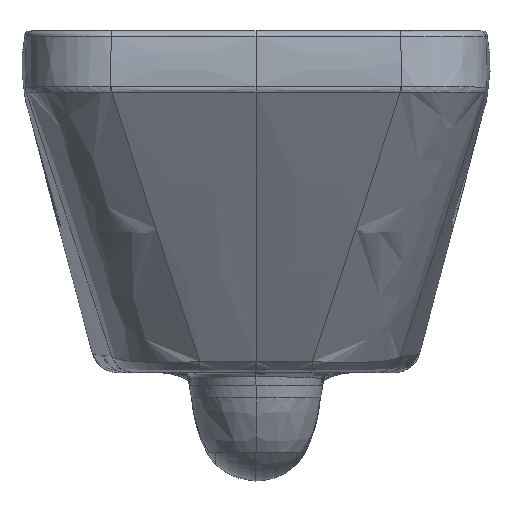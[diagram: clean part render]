
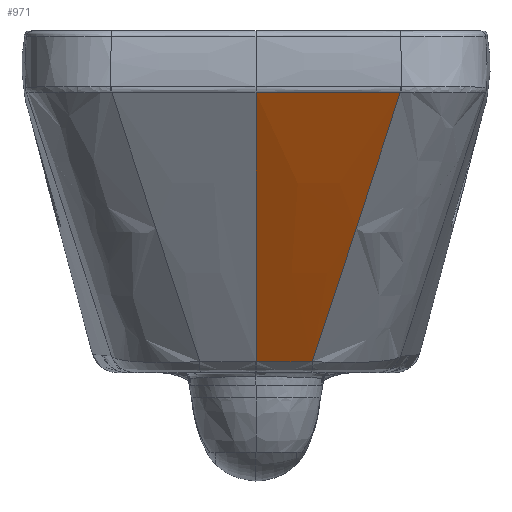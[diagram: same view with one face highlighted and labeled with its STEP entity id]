
A CAD part, front view. The second image highlights one B-rep face of the part: STEP entity #971.
In plain terms, the highlighted free-form (B-spline) face has degree [3, 3] with [4, 4] control points.
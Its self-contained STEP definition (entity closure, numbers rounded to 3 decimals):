
#396=(
BOUNDED_CURVE()
B_SPLINE_CURVE(3,(#23013,#23014,#23015,#23016),.UNSPECIFIED.,.F.,.F.)
B_SPLINE_CURVE_WITH_KNOTS((4,4),(0.,1.),.UNSPECIFIED.)
CURVE()
GEOMETRIC_REPRESENTATION_ITEM()
RATIONAL_B_SPLINE_CURVE((1.,1.,1.,1.))
REPRESENTATION_ITEM('')
);
#513=(
BOUNDED_CURVE()
B_SPLINE_CURVE(3,(#26543,#26544,#26545,#26546),.UNSPECIFIED.,.F.,.F.)
B_SPLINE_CURVE_WITH_KNOTS((4,4),(0.,1.),.UNSPECIFIED.)
CURVE()
GEOMETRIC_REPRESENTATION_ITEM()
RATIONAL_B_SPLINE_CURVE((1.,1.,1.,1.))
REPRESENTATION_ITEM('')
);
#536=(
BOUNDED_CURVE()
B_SPLINE_CURVE(3,(#34230,#34231,#34232,#34233),.UNSPECIFIED.,.F.,.F.)
B_SPLINE_CURVE_WITH_KNOTS((4,4),(0.,1.),.UNSPECIFIED.)
CURVE()
GEOMETRIC_REPRESENTATION_ITEM()
RATIONAL_B_SPLINE_CURVE((1.,1.,1.,1.))
REPRESENTATION_ITEM('')
);
#732=B_SPLINE_SURFACE_WITH_KNOTS('',3,3,((#39147,#39148,#39149,#39150),
(#39151,#39152,#39153,#39154),(#39155,#39156,#39157,#39158),(#39159,#39160,
#39161,#39162)),.UNSPECIFIED.,.F.,.F.,.F.,(4,4),(4,4),(0.,1.),(0.,1.),
 .UNSPECIFIED.);
#971=ADVANCED_FACE('',(#1335),#732,.T.);
#1335=FACE_OUTER_BOUND('',#1698,.T.);
#1698=EDGE_LOOP('',(#2902,#2903,#2904,#2905,#2906,#2907));
#2902=ORIENTED_EDGE('',*,*,#4255,.F.);
#2903=ORIENTED_EDGE('',*,*,#4433,.F.);
#2904=ORIENTED_EDGE('',*,*,#4564,.T.);
#2905=ORIENTED_EDGE('',*,*,#4565,.F.);
#2906=ORIENTED_EDGE('',*,*,#4567,.F.);
#2907=ORIENTED_EDGE('',*,*,#4670,.T.);
#3681=VERTEX_POINT('',#23011);
#3683=VERTEX_POINT('',#23017);
#3786=VERTEX_POINT('',#26542);
#3792=VERTEX_POINT('',#26694);
#3794=VERTEX_POINT('',#26719);
#3879=VERTEX_POINT('',#34229);
#4255=EDGE_CURVE('',#3681,#3683,#396,.T.);
#4433=EDGE_CURVE('',#3786,#3681,#513,.T.);
#4564=EDGE_CURVE('',#3786,#3794,#5224,.T.);
#4565=EDGE_CURVE('',#3792,#3794,#5225,.T.);
#4567=EDGE_CURVE('',#3879,#3792,#536,.T.);
#4670=EDGE_CURVE('',#3879,#3683,#5316,.T.);
#5224=B_SPLINE_CURVE_WITH_KNOTS('',3,(#34120,#34121,#34122,#34123),
 .UNSPECIFIED.,.F.,.F.,(4,4),(0.,1.),.UNSPECIFIED.);
#5225=B_SPLINE_CURVE_WITH_KNOTS('',3,(#34136,#34137,#34138,#34139,#34140),
 .UNSPECIFIED.,.F.,.F.,(4,1,4),(0.,0.516,1.),.UNSPECIFIED.);
#5316=B_SPLINE_CURVE_WITH_KNOTS('',3,(#39143,#39144,#39145,#39146),
 .UNSPECIFIED.,.F.,.F.,(4,4),(0.,1.),.UNSPECIFIED.);
#23011=CARTESIAN_POINT('',(0.044,-390.056,-271.32));
#23013=CARTESIAN_POINT('',(0.045,-390.056,-271.32));
#23014=CARTESIAN_POINT('',(0.031,-390.056,-271.32));
#23015=CARTESIAN_POINT('',(0.018,-390.056,-271.32));
#23016=CARTESIAN_POINT('',(0.004,-390.056,-271.32));
#23017=CARTESIAN_POINT('',(0.002,-390.056,-271.32));
#26542=CARTESIAN_POINT('',(0.445,-390.056,-271.32));
#26543=CARTESIAN_POINT('',(0.445,-390.056,-271.32));
#26544=CARTESIAN_POINT('',(0.311,-390.056,-271.32));
#26545=CARTESIAN_POINT('',(0.178,-390.056,-271.32));
#26546=CARTESIAN_POINT('',(0.045,-390.056,-271.32));
#26694=CARTESIAN_POINT('',(113.926,-526.234,-58.84));
#26719=CARTESIAN_POINT('',(44.485,-389.54,-271.337));
#34120=CARTESIAN_POINT('',(0.445,-390.056,-271.32));
#34121=CARTESIAN_POINT('',(15.127,-390.049,-271.326));
#34122=CARTESIAN_POINT('',(29.809,-389.877,-271.332));
#34123=CARTESIAN_POINT('',(44.486,-389.54,-271.337));
#34136=CARTESIAN_POINT('',(113.926,-526.234,-58.84));
#34137=CARTESIAN_POINT('',(102.014,-503.673,-95.976));
#34138=CARTESIAN_POINT('',(78.896,-458.988,-167.395));
#34139=CARTESIAN_POINT('',(55.718,-412.488,-237.626));
#34140=CARTESIAN_POINT('',(44.485,-389.54,-271.337));
#34229=CARTESIAN_POINT('',(0.,-528.159,-58.832));
#34230=CARTESIAN_POINT('',(0.,-528.159,-58.832));
#34231=CARTESIAN_POINT('',(37.984,-528.159,-58.832));
#34232=CARTESIAN_POINT('',(75.959,-527.518,-58.834));
#34233=CARTESIAN_POINT('',(113.926,-526.234,-58.84));
#39143=CARTESIAN_POINT('',(0.,-528.159,-58.832));
#39144=CARTESIAN_POINT('',(0.,-483.93,-130.813));
#39145=CARTESIAN_POINT('',(0.,-437.876,-201.673));
#39146=CARTESIAN_POINT('',(0.,-390.056,-271.32));
#39147=CARTESIAN_POINT('',(114.88,-527.008,-57.536));
#39148=CARTESIAN_POINT('',(99.734,-482.499,-130.392));
#39149=CARTESIAN_POINT('',(84.584,-436.126,-202.108));
#39150=CARTESIAN_POINT('',(69.431,-387.948,-272.591));
#39151=CARTESIAN_POINT('',(76.373,-528.314,-57.536));
#39152=CARTESIAN_POINT('',(66.304,-483.649,-130.397));
#39153=CARTESIAN_POINT('',(56.233,-437.116,-202.114));
#39154=CARTESIAN_POINT('',(46.159,-388.777,-272.591));
#39155=CARTESIAN_POINT('',(37.844,-528.963,-57.536));
#39156=CARTESIAN_POINT('',(32.855,-484.22,-130.4));
#39157=CARTESIAN_POINT('',(27.864,-437.608,-202.117));
#39158=CARTESIAN_POINT('',(22.872,-389.188,-272.591));
#39159=CARTESIAN_POINT('',(-0.685,-528.955,-57.536));
#39160=CARTESIAN_POINT('',(-0.595,-484.214,-130.4));
#39161=CARTESIAN_POINT('',(-0.505,-437.603,-202.117));
#39162=CARTESIAN_POINT('',(-0.414,-389.183,-272.591));
